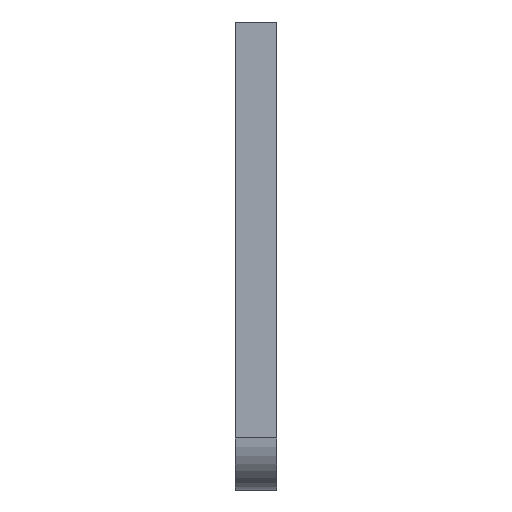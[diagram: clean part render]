
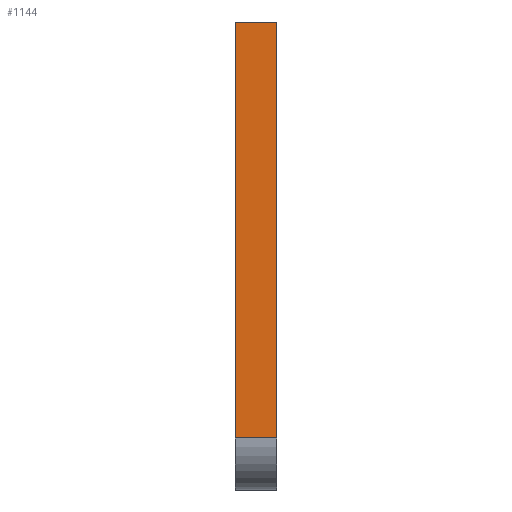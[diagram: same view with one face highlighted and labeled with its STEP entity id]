
A CAD part, left-side view. The second image highlights one B-rep face of the part: STEP entity #1144.
In plain terms, the highlighted planar face has unit normal (-1, 0, 0).
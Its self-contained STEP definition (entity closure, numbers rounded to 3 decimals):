
#84=FACE_OUTER_BOUND('',#180,.T.);
#180=EDGE_LOOP('',(#907,#908,#909,#910));
#274=LINE('',#1635,#392);
#305=LINE('',#1740,#423);
#338=LINE('',#1848,#456);
#347=LINE('',#1862,#465);
#392=VECTOR('',#1314,80.);
#423=VECTOR('',#1389,80.);
#456=VECTOR('',#1468,8.);
#465=VECTOR('',#1487,8.);
#511=VERTEX_POINT('',#1632);
#512=VERTEX_POINT('',#1634);
#563=VERTEX_POINT('',#1738);
#564=VERTEX_POINT('',#1739);
#619=EDGE_CURVE('',#512,#511,#274,.T.);
#671=EDGE_CURVE('',#563,#564,#305,.T.);
#726=EDGE_CURVE('',#512,#563,#338,.T.);
#735=EDGE_CURVE('',#511,#564,#347,.T.);
#907=ORIENTED_EDGE('',*,*,#619,.T.);
#908=ORIENTED_EDGE('',*,*,#735,.T.);
#909=ORIENTED_EDGE('',*,*,#671,.F.);
#910=ORIENTED_EDGE('',*,*,#726,.F.);
#1110=PLANE('',#1258);
#1144=ADVANCED_FACE('',(#84),#1110,.T.);
#1258=AXIS2_PLACEMENT_3D('',#1861,#1485,#1486);
#1314=DIRECTION('',(0.,0.,-1.));
#1389=DIRECTION('',(0.,0.,-1.));
#1468=DIRECTION('',(0.,-1.,0.));
#1485=DIRECTION('center_axis',(-1.,0.,0.));
#1486=DIRECTION('ref_axis',(0.,0.,1.));
#1487=DIRECTION('',(0.,-1.,0.));
#1632=CARTESIAN_POINT('',(-230.,8.,-35.));
#1634=CARTESIAN_POINT('',(-230.,8.,45.));
#1635=CARTESIAN_POINT('',(-230.,8.,45.));
#1738=CARTESIAN_POINT('',(-230.,0.,45.));
#1739=CARTESIAN_POINT('',(-230.,0.,-35.));
#1740=CARTESIAN_POINT('',(-230.,0.,45.));
#1848=CARTESIAN_POINT('',(-230.,8.,45.));
#1861=CARTESIAN_POINT('Origin',(-230.,8.,45.));
#1862=CARTESIAN_POINT('',(-230.,8.,-35.));
